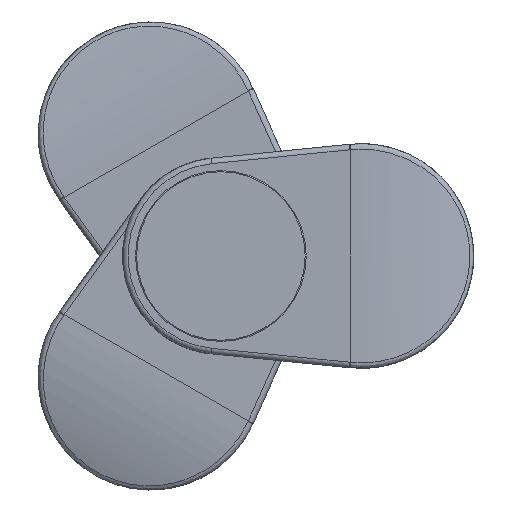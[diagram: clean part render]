
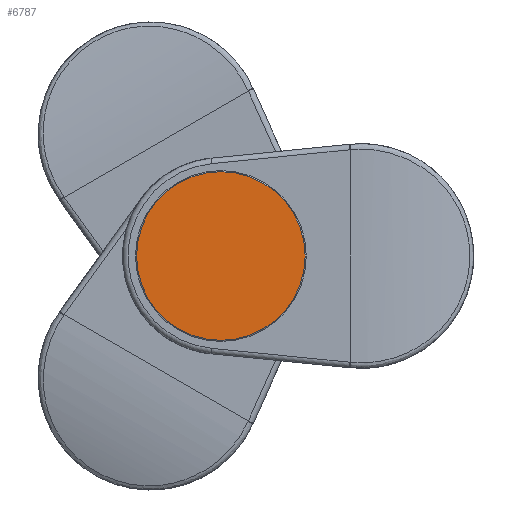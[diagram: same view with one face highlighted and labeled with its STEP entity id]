
A CAD part, left-side view. The second image highlights one B-rep face of the part: STEP entity #6787.
In plain terms, the highlighted planar face has unit normal (-1, 0, 0).
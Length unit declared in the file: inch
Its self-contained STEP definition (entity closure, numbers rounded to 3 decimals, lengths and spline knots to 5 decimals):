
#2352=CARTESIAN_POINT('',(-136.48,0.,0.));
#2353=DIRECTION('',(-1.,0.,0.));
#2354=DIRECTION('',(0.,0.,1.));
#2355=AXIS2_PLACEMENT_3D('',#2352,#2353,#2354);
#2357=CARTESIAN_POINT('',(-136.48,0.,0.));
#2358=DIRECTION('',(-1.,0.,0.));
#2359=DIRECTION('',(0.,0.,-1.));
#2360=AXIS2_PLACEMENT_3D('',#2357,#2358,#2359);
#2362=CARTESIAN_POINT('',(-136.48,0.,38.1));
#2363=CARTESIAN_POINT('',(-136.48,0.,-38.1));
#2364=VERTEX_POINT('',#2362);
#2365=VERTEX_POINT('',#2363);
#6778=CARTESIAN_POINT('',(-136.48,0.,0.));
#6779=DIRECTION('',(-1.,0.,0.));
#6780=DIRECTION('',(0.,0.,1.));
#6781=AXIS2_PLACEMENT_3D('',#6778,#6779,#6780);
#6782=PLANE('',#6781);
#6783=ORIENTED_EDGE('',*,*,#6758,.F.);
#6784=ORIENTED_EDGE('',*,*,#6772,.F.);
#6785=EDGE_LOOP('',(#6783,#6784));
#6786=FACE_OUTER_BOUND('',#6785,.F.);
#2356=CIRCLE('',#2355,38.1);
#2361=CIRCLE('',#2360,38.1);
#6758=EDGE_CURVE('',#2364,#2365,#2356,.T.);
#6772=EDGE_CURVE('',#2365,#2364,#2361,.T.);
#6787=ADVANCED_FACE('',(#6786),#6782,.T.);
